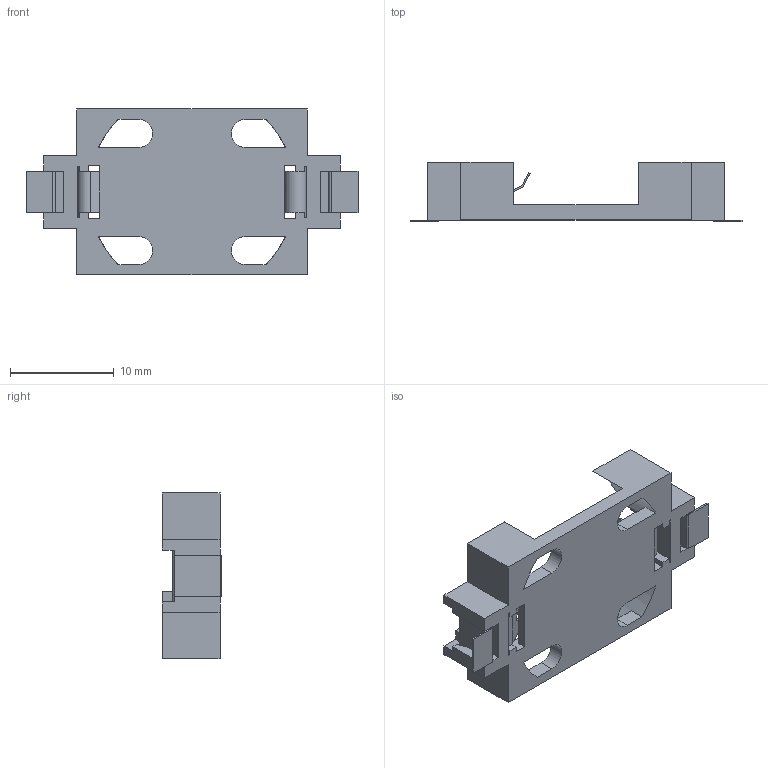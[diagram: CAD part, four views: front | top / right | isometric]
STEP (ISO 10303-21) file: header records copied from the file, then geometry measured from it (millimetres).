
FILE_DESCRIPTION((''),'2;1');
FILE_NAME('FBA00007-02S2003K','2024-05-27T',('工程三'),(''),'PRO/ENGINEER BY PARAMETRIC TECHNOLOGY CORPORATION, 2010280','PRO/ENGINEER BY PARAMETRIC TECHNOLOGY CORPORATION, 2010280','');
FILE_SCHEMA(('CONFIG_CONTROL_DESIGN'));
Length unit declared in the file: millimetre
Products named in the file (1): FBA00007-02S2003K
Bounding box: 32 x 5.7 x 16 mm (x, y, z)
Volume: 851.1 mm3; surface area: 1560.8 mm2
Topology: 1 solids, 1 shells, 178 faces, 522 edges, 340 vertices
Faces by surface type: plane 140, cylinder 38
Entity records: 5969 total; most frequent: CARTESIAN_POINT 1115, ORIENTED_EDGE 1044, DIRECTION 964, EDGE_CURVE 522, VECTOR 420, LINE 420, VERTEX_POINT 340, AXIS2_PLACEMENT_3D 272
